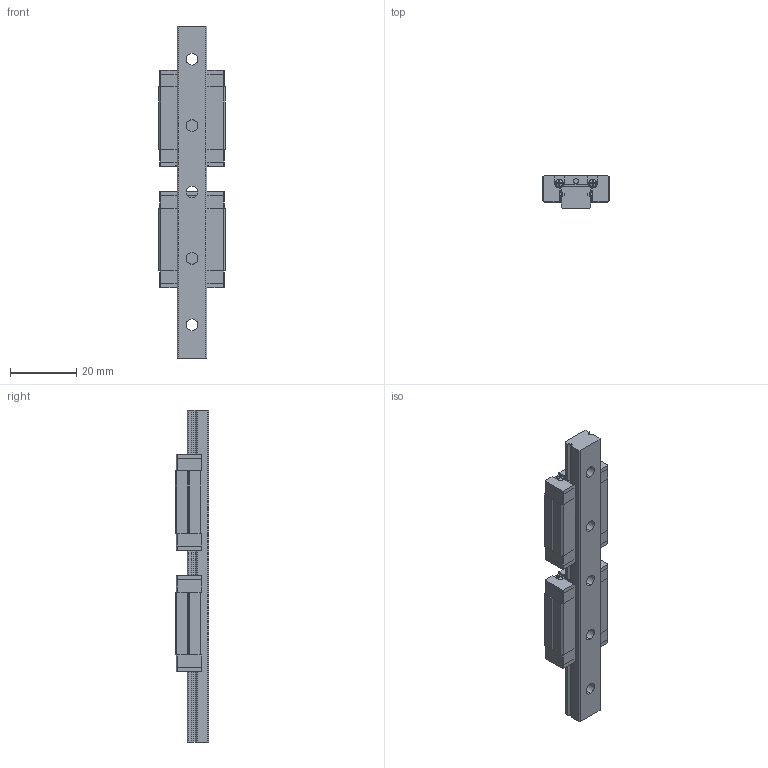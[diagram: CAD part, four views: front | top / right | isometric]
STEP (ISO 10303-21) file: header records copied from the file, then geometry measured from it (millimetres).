
FILE_DESCRIPTION (( 'STEP AP214' ), '1' );
FILE_NAME ('峚苤倰盄俶賑寢[MGN9C1R280ZACI].STEP', '2025-06-09T01:21:44', ( '' ), ( '' ), 'SwSTEP 2.0', 'SolidWorks 2024', '' );
FILE_SCHEMA (( 'AUTOMOTIVE_DESIGN' ));
Length unit declared in the file: millimetre
Products named in the file (3): MGN-C、MGN-H 微小型线性滑轨[MGN9C1R280ZACI]_1_MGN9C; MGN-C、MGN-H 微小型线性滑轨[MGN9C1R280ZACI]_2_MGN9C; 微小型线性滑轨[MGN9C1R280ZACI]
Assembly tree (3 placements, depth 2):
  微小型线性滑轨[MGN9C1R280ZACI]
    MGN-C、MGN-H 微小型线性滑轨[MGN9C1R280ZACI]_1_MGN9C  x2
    MGN-C、MGN-H 微小型线性滑轨[MGN9C1R280ZACI]_2_MGN9C
Bounding box: 20 x 10 x 100 mm (x, y, z)
Volume: 11511.9 mm3; surface area: 10269.4 mm2
Topology: 11 solids, 11 shells, 721 faces, 1974 edges, 1292 vertices
Faces by surface type: plane 477, cylinder 196, torus 16, sphere 16, cone 16
Entity records: 12321 total; most frequent: DIRECTION 2149, CARTESIAN_POINT 2127, ORIENTED_EDGE 2090, EDGE_CURVE 1045, VECTOR 725, LINE 725, AXIS2_PLACEMENT_3D 712, VERTEX_POINT 690
